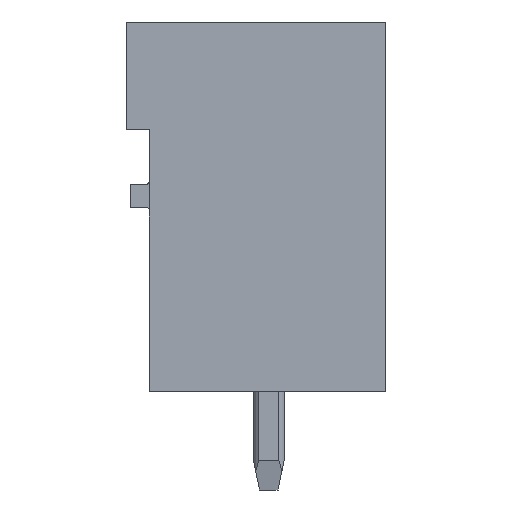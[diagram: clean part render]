
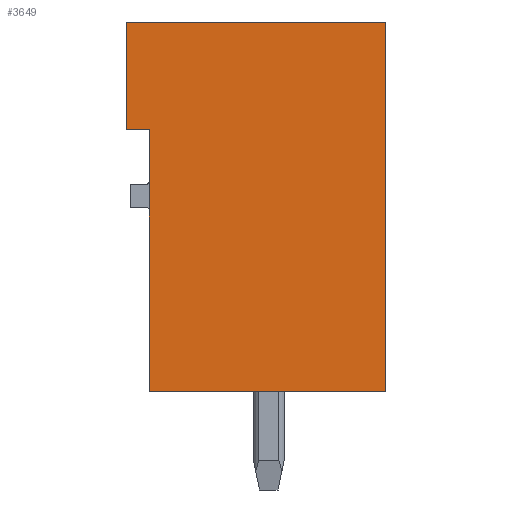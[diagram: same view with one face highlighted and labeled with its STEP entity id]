
A CAD part, left-side view. The second image highlights one B-rep face of the part: STEP entity #3649.
In plain terms, the highlighted planar face has unit normal (-1, 0, 0).
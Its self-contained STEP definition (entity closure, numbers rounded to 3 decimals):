
#3639=AXIS2_PLACEMENT_3D('Plane Axis2P3D',#3636,#3637,#3638) ;
#49=CARTESIAN_POINT('Vertex',(0.,0.,15.2)) ;
#52=CARTESIAN_POINT('Line Origine',(0.,0.,9.2)) ;
#56=CARTESIAN_POINT('Vertex',(0.,0.,3.2)) ;
#151=CARTESIAN_POINT('Vertex',(0.,8.43,15.2)) ;
#154=CARTESIAN_POINT('Line Origine',(0.,4.215,15.2)) ;
#771=CARTESIAN_POINT('Vertex',(0.,8.43,11.7)) ;
#774=CARTESIAN_POINT('Line Origine',(0.,8.43,13.45)) ;
#1046=CARTESIAN_POINT('Vertex',(0.,7.68,3.2)) ;
#1049=CARTESIAN_POINT('Line Origine',(0.,7.68,7.45)) ;
#1053=CARTESIAN_POINT('Vertex',(0.,7.68,11.7)) ;
#1426=CARTESIAN_POINT('Line Origine',(0.,3.84,3.2)) ;
#3584=CARTESIAN_POINT('Line Origine',(0.,8.055,11.7)) ;
#3636=CARTESIAN_POINT('Axis2P3D Location',(0.,0.,0.)) ;
#53=DIRECTION('Vector Direction',(0.,0.,-1.)) ;
#155=DIRECTION('Vector Direction',(0.,-1.,0.)) ;
#775=DIRECTION('Vector Direction',(0.,0.,-1.)) ;
#1050=DIRECTION('Vector Direction',(0.,0.,-1.)) ;
#1427=DIRECTION('Vector Direction',(0.,1.,0.)) ;
#3585=DIRECTION('Vector Direction',(0.,-1.,0.)) ;
#3637=DIRECTION('Axis2P3D Direction',(-1.,0.,0.)) ;
#3638=DIRECTION('Axis2P3D XDirection',(0.,0.,1.)) ;
#54=VECTOR('Line Direction',#53,1.) ;
#156=VECTOR('Line Direction',#155,1.) ;
#776=VECTOR('Line Direction',#775,1.) ;
#1051=VECTOR('Line Direction',#1050,1.) ;
#1428=VECTOR('Line Direction',#1427,1.) ;
#3586=VECTOR('Line Direction',#3585,1.) ;
#3642=ORIENTED_EDGE('',*,*,#158,.T.) ;
#3643=ORIENTED_EDGE('',*,*,#778,.T.) ;
#3644=ORIENTED_EDGE('',*,*,#3588,.T.) ;
#3645=ORIENTED_EDGE('',*,*,#1055,.T.) ;
#3646=ORIENTED_EDGE('',*,*,#1430,.T.) ;
#3647=ORIENTED_EDGE('',*,*,#58,.T.) ;
#3649=ADVANCED_FACE('HOUSING',(#3648),#3640,.T.) ;
#58=EDGE_CURVE('',#57,#50,#55,.F.) ;
#158=EDGE_CURVE('',#50,#152,#157,.F.) ;
#778=EDGE_CURVE('',#152,#772,#777,.T.) ;
#1055=EDGE_CURVE('',#1054,#1047,#1052,.T.) ;
#1430=EDGE_CURVE('',#1047,#57,#1429,.F.) ;
#3588=EDGE_CURVE('',#772,#1054,#3587,.T.) ;
#3641=EDGE_LOOP('',(#3642,#3643,#3644,#3645,#3646,#3647)) ;
#3648=FACE_OUTER_BOUND('',#3641,.T.) ;
#55=LINE('Line',#52,#54) ;
#157=LINE('Line',#154,#156) ;
#777=LINE('Line',#774,#776) ;
#1052=LINE('Line',#1049,#1051) ;
#1429=LINE('Line',#1426,#1428) ;
#3587=LINE('Line',#3584,#3586) ;
#3640=PLANE('',#3639) ;
#50=VERTEX_POINT('',#49) ;
#57=VERTEX_POINT('',#56) ;
#152=VERTEX_POINT('',#151) ;
#772=VERTEX_POINT('',#771) ;
#1047=VERTEX_POINT('',#1046) ;
#1054=VERTEX_POINT('',#1053) ;
